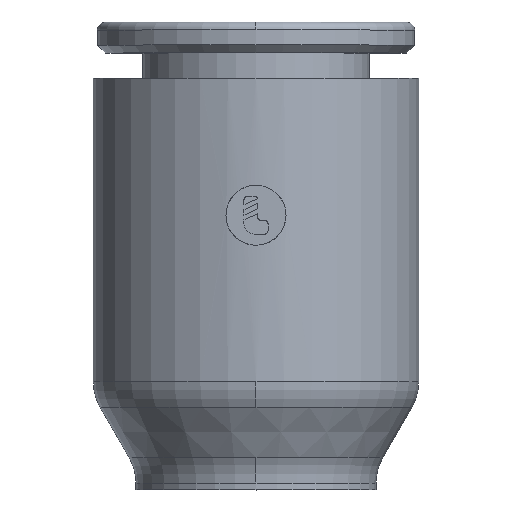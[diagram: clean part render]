
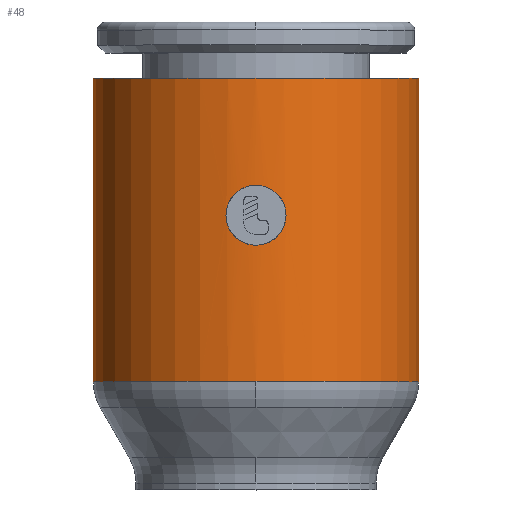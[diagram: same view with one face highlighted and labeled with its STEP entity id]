
A CAD part, top view. The second image highlights one B-rep face of the part: STEP entity #48.
In plain terms, the highlighted cylindrical face has radius 9.49 mm (diameter 18.98 mm), a partial arc.
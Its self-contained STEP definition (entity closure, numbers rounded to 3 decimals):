
#48=ADVANCED_FACE('',(#101,#102),#103,.T.);
#101=FACE_OUTER_BOUND('',#208,.T.);
#102=FACE_BOUND('',#209,.T.);
#103=CYLINDRICAL_SURFACE('',#210,9.49);
#208=EDGE_LOOP('',(#328,#329,#330,#331,#332));
#209=EDGE_LOOP('',(#333,#334));
#210=AXIS2_PLACEMENT_3D('',#335,#336,#337);
#328=ORIENTED_EDGE('',*,*,#715,.F.);
#329=ORIENTED_EDGE('',*,*,#716,.T.);
#330=ORIENTED_EDGE('',*,*,#717,.T.);
#331=ORIENTED_EDGE('',*,*,#718,.F.);
#332=ORIENTED_EDGE('',*,*,#719,.F.);
#333=ORIENTED_EDGE('',*,*,#720,.T.);
#334=ORIENTED_EDGE('',*,*,#721,.T.);
#335=CARTESIAN_POINT('',(0.0,-8.848,0.0));
#336=DIRECTION('',(0.0,1.0,0.0));
#337=DIRECTION('',(-1.0,0.0,0.0));
#715=EDGE_CURVE('',#846,#847,#848,.T.);
#716=EDGE_CURVE('',#846,#849,#850,.T.);
#717=EDGE_CURVE('',#849,#851,#852,.T.);
#718=EDGE_CURVE('',#853,#851,#854,.T.);
#719=EDGE_CURVE('',#847,#853,#855,.T.);
#720=EDGE_CURVE('',#856,#857,#858,.T.);
#721=EDGE_CURVE('',#857,#856,#859,.T.);
#846=VERTEX_POINT('',#1051);
#847=VERTEX_POINT('',#1052);
#848=LINE('',#1053,#1054);
#849=VERTEX_POINT('',#1055);
#850=CIRCLE('',#1056,9.49);
#851=VERTEX_POINT('',#1057);
#852=CIRCLE('',#1058,9.49);
#853=VERTEX_POINT('',#1059);
#854=LINE('',#1060,#1061);
#855=CIRCLE('',#1062,9.49);
#856=VERTEX_POINT('',#1063);
#857=VERTEX_POINT('',#1064);
#858=B_SPLINE_CURVE_WITH_KNOTS('',3,(#1065,#1066,#1067,#1068,#1069,#1070,#1071,#1072,#1073,#1074,#1075,#1076,#1077,#1078,#1079,#1080,#1081,#1082,#1083,#1084,#1085,#1086,#1087,#1088,#1089,#1090,#1091,#1092,#1093,#1094,#1095,#1096,#1097,#1098),.UNSPECIFIED.,.F.,.F.,(4,2,2,2,2,2,2,2,2,2,2,2,2,2,2,2,4),(0.0,0.33,0.661,0.991,1.322,1.652,1.983,2.313,2.643,2.974,3.304,3.635,3.965,4.295,4.626,4.956,5.287),.UNSPECIFIED.);
#859=B_SPLINE_CURVE_WITH_KNOTS('',3,(#1099,#1100,#1101,#1102,#1103,#1104,#1105,#1106,#1107,#1108,#1109,#1110,#1111,#1112,#1113,#1114,#1115,#1116,#1117,#1118,#1119,#1120,#1121,#1122,#1123,#1124,#1125,#1126,#1127,#1128,#1129,#1130,#1131,#1132),.UNSPECIFIED.,.F.,.F.,(4,2,2,2,2,2,2,2,2,2,2,2,2,2,2,2,4),(5.287,5.617,5.947,6.278,6.608,6.939,7.269,7.6,7.93,8.26,8.591,8.921,9.252,9.582,9.912,10.243,10.573),.UNSPECIFIED.);
#1051=CARTESIAN_POINT('',(-9.49,-17.696,0.0));
#1052=CARTESIAN_POINT('',(-9.49,0.0,0.0));
#1053=CARTESIAN_POINT('',(-9.49,-8.848,0.));
#1054=VECTOR('',#1386,1.0);
#1055=CARTESIAN_POINT('',(0.,-17.696,9.49));
#1056=AXIS2_PLACEMENT_3D('',#1387,#1388,#1389);
#1057=CARTESIAN_POINT('',(9.49,-17.696,0.));
#1058=AXIS2_PLACEMENT_3D('',#1390,#1391,#1392);
#1059=CARTESIAN_POINT('',(9.49,0.0,0.));
#1060=CARTESIAN_POINT('',(9.49,-8.848,0.));
#1061=VECTOR('',#1393,1.0);
#1062=AXIS2_PLACEMENT_3D('',#1394,#1395,#1396);
#1063=CARTESIAN_POINT('',(-1.75,-8.0,9.327));
#1064=CARTESIAN_POINT('',(1.75,-8.0,9.327));
#1065=CARTESIAN_POINT('',(-1.75,-8.0,9.327));
#1066=CARTESIAN_POINT('',(-1.75,-7.89,9.327));
#1067=CARTESIAN_POINT('',(-1.739,-7.776,9.329));
#1068=CARTESIAN_POINT('',(-1.695,-7.55,9.337));
#1069=CARTESIAN_POINT('',(-1.661,-7.437,9.344));
#1070=CARTESIAN_POINT('',(-1.572,-7.222,9.359));
#1071=CARTESIAN_POINT('',(-1.516,-7.119,9.368));
#1072=CARTESIAN_POINT('',(-1.388,-6.928,9.388));
#1073=CARTESIAN_POINT('',(-1.315,-6.84,9.399));
#1074=CARTESIAN_POINT('',(-1.16,-6.685,9.419));
#1075=CARTESIAN_POINT('',(-1.072,-6.612,9.43));
#1076=CARTESIAN_POINT('',(-0.881,-6.484,9.449));
#1077=CARTESIAN_POINT('',(-0.778,-6.428,9.459));
#1078=CARTESIAN_POINT('',(-0.563,-6.339,9.474));
#1079=CARTESIAN_POINT('',(-0.45,-6.305,9.48));
#1080=CARTESIAN_POINT('',(-0.224,-6.261,9.488));
#1081=CARTESIAN_POINT('',(-0.11,-6.25,9.49));
#1082=CARTESIAN_POINT('',(0.11,-6.25,9.49));
#1083=CARTESIAN_POINT('',(0.224,-6.261,9.488));
#1084=CARTESIAN_POINT('',(0.45,-6.305,9.48));
#1085=CARTESIAN_POINT('',(0.563,-6.339,9.474));
#1086=CARTESIAN_POINT('',(0.778,-6.428,9.459));
#1087=CARTESIAN_POINT('',(0.881,-6.484,9.449));
#1088=CARTESIAN_POINT('',(1.072,-6.612,9.43));
#1089=CARTESIAN_POINT('',(1.16,-6.685,9.419));
#1090=CARTESIAN_POINT('',(1.315,-6.84,9.399));
#1091=CARTESIAN_POINT('',(1.388,-6.928,9.388));
#1092=CARTESIAN_POINT('',(1.516,-7.119,9.368));
#1093=CARTESIAN_POINT('',(1.572,-7.222,9.359));
#1094=CARTESIAN_POINT('',(1.661,-7.437,9.344));
#1095=CARTESIAN_POINT('',(1.695,-7.55,9.337));
#1096=CARTESIAN_POINT('',(1.739,-7.776,9.329));
#1097=CARTESIAN_POINT('',(1.75,-7.89,9.327));
#1098=CARTESIAN_POINT('',(1.75,-8.0,9.327));
#1099=CARTESIAN_POINT('',(1.75,-8.0,9.327));
#1100=CARTESIAN_POINT('',(1.75,-8.11,9.327));
#1101=CARTESIAN_POINT('',(1.739,-8.224,9.329));
#1102=CARTESIAN_POINT('',(1.695,-8.45,9.337));
#1103=CARTESIAN_POINT('',(1.661,-8.563,9.344));
#1104=CARTESIAN_POINT('',(1.572,-8.778,9.359));
#1105=CARTESIAN_POINT('',(1.516,-8.881,9.368));
#1106=CARTESIAN_POINT('',(1.388,-9.072,9.388));
#1107=CARTESIAN_POINT('',(1.315,-9.16,9.399));
#1108=CARTESIAN_POINT('',(1.16,-9.315,9.419));
#1109=CARTESIAN_POINT('',(1.072,-9.388,9.43));
#1110=CARTESIAN_POINT('',(0.881,-9.516,9.449));
#1111=CARTESIAN_POINT('',(0.778,-9.572,9.459));
#1112=CARTESIAN_POINT('',(0.563,-9.661,9.474));
#1113=CARTESIAN_POINT('',(0.45,-9.695,9.48));
#1114=CARTESIAN_POINT('',(0.224,-9.739,9.488));
#1115=CARTESIAN_POINT('',(0.11,-9.75,9.49));
#1116=CARTESIAN_POINT('',(-0.11,-9.75,9.49));
#1117=CARTESIAN_POINT('',(-0.224,-9.739,9.488));
#1118=CARTESIAN_POINT('',(-0.45,-9.695,9.48));
#1119=CARTESIAN_POINT('',(-0.563,-9.661,9.474));
#1120=CARTESIAN_POINT('',(-0.778,-9.572,9.459));
#1121=CARTESIAN_POINT('',(-0.881,-9.516,9.449));
#1122=CARTESIAN_POINT('',(-1.072,-9.388,9.43));
#1123=CARTESIAN_POINT('',(-1.16,-9.315,9.419));
#1124=CARTESIAN_POINT('',(-1.315,-9.16,9.399));
#1125=CARTESIAN_POINT('',(-1.388,-9.072,9.388));
#1126=CARTESIAN_POINT('',(-1.516,-8.881,9.368));
#1127=CARTESIAN_POINT('',(-1.572,-8.778,9.359));
#1128=CARTESIAN_POINT('',(-1.661,-8.563,9.344));
#1129=CARTESIAN_POINT('',(-1.695,-8.45,9.337));
#1130=CARTESIAN_POINT('',(-1.739,-8.224,9.329));
#1131=CARTESIAN_POINT('',(-1.75,-8.11,9.327));
#1132=CARTESIAN_POINT('',(-1.75,-8.0,9.327));
#1386=DIRECTION('',(0.0,1.0,0.0));
#1387=CARTESIAN_POINT('',(0.0,-17.696,0.0));
#1388=DIRECTION('',(0.0,1.0,0.0));
#1389=DIRECTION('',(-1.0,0.0,0.0));
#1390=CARTESIAN_POINT('',(0.0,-17.696,0.0));
#1391=DIRECTION('',(0.0,1.0,0.0));
#1392=DIRECTION('',(-1.0,0.0,0.0));
#1393=DIRECTION('',(-0.0,-1.0,-0.0));
#1394=CARTESIAN_POINT('',(0.0,0.0,0.0));
#1395=DIRECTION('',(0.0,1.0,0.0));
#1396=DIRECTION('',(-1.0,0.0,0.0));
